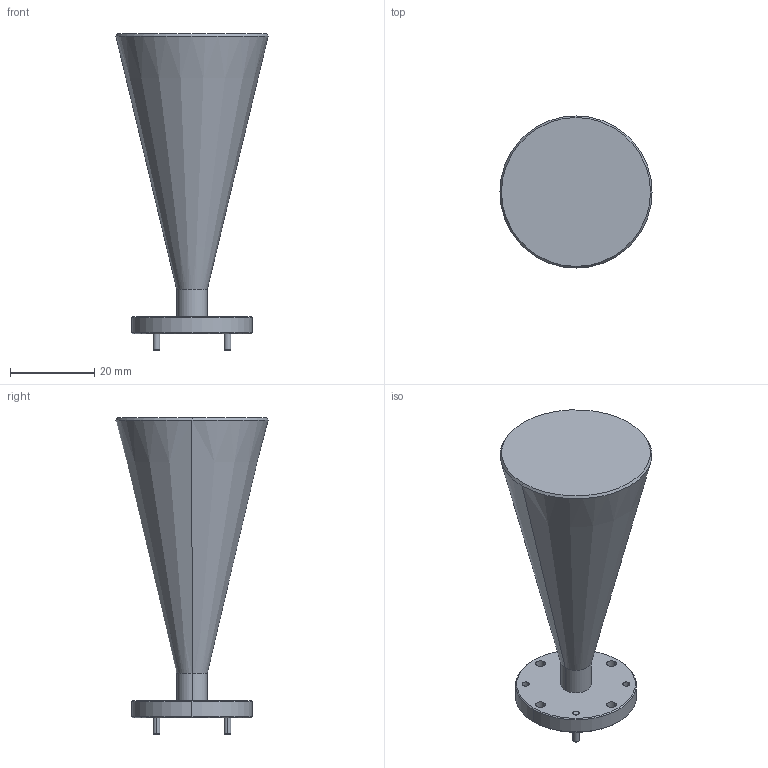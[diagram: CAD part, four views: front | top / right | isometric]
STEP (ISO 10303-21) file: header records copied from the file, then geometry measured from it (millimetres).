
FILE_DESCRIPTION (( 'STEP AP203' ), '1' );
FILE_NAME ('AC-CU2-165-A.STEP', '2022-03-10T20:48:12', ( '' ), ( '' ), 'SwSTEP 2.0', 'SolidWorks 2021', '' );
FILE_SCHEMA (( 'CONFIG_CONTROL_DESIGN' ));
Length unit declared in the file: inch
Products named in the file (1): AC-CU2-165-A
Bounding box: 36.03 x 36.03 x 74.99 mm (x, y, z)
Volume: 28463.1 mm3; surface area: 7266.9 mm2
Topology: 3 solids, 3 shells, 78 faces, 180 edges, 112 vertices
Faces by surface type: cylinder 40, cone 24, plane 14
Entity records: 2351 total; most frequent: DIRECTION 450, CARTESIAN_POINT 371, ORIENTED_EDGE 360, AXIS2_PLACEMENT_3D 191, EDGE_CURVE 180, CIRCLE 112, VERTEX_POINT 112, EDGE_LOOP 98
